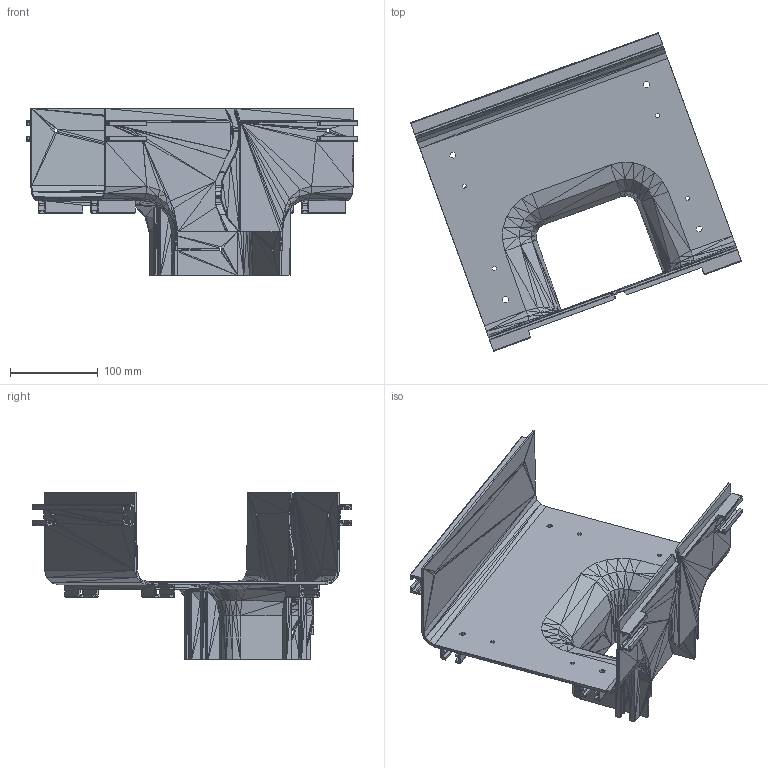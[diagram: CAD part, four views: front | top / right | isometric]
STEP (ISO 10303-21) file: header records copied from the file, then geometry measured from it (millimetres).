
FILE_DESCRIPTION(('FreeCAD Model'),'2;1');
FILE_NAME('Open CASCADE Shape Model','2022-12-01T12:04:41',('Author'),( ''),'Open CASCADE STEP processor 7.6','FreeCAD','Unknown');
FILE_SCHEMA(('AUTOMOTIVE_DESIGN { 1 0 10303 214 1 1 1 1 }'));
Products named in the file (1): DS_060_31140__T________________________________________________________
___________________________240mm_to_120mm_vertical_Tee__________________
_001001 (Solid)
Bounding box: 376.65 x 362.9 x 190 mm (x, y, z)
Volume: 561635.9 mm3; surface area: 373200.1 mm2
Topology: 1 solids, 1 shells, 1864 faces, 3114 edges, 1239 vertices
Faces by surface type: plane 1864
Entity records: 79738 total; most frequent: DIRECTION 13072, CARTESIAN_POINT 12446, LINE 9342, VECTOR 9342, ORIENTED_EDGE 6228, PCURVE 6228, DEFINITIONAL_REPRESENTATION 6228, EDGE_CURVE 3114
